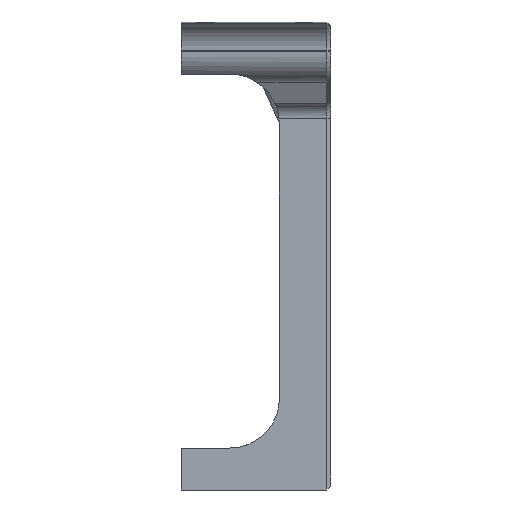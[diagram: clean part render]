
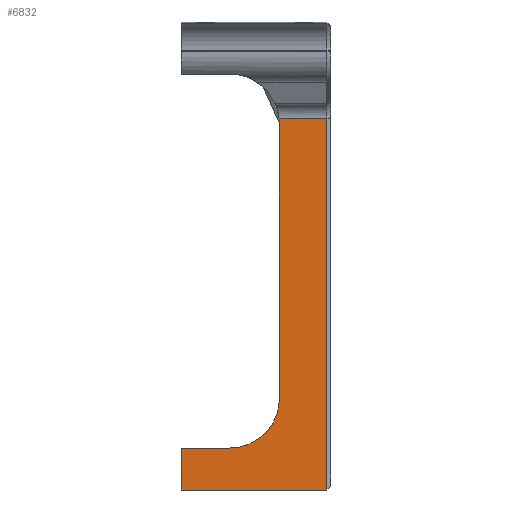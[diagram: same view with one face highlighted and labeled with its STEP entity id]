
A CAD part, left-side view. The second image highlights one B-rep face of the part: STEP entity #6832.
In plain terms, the highlighted planar face has unit normal (-1, 0, 0).
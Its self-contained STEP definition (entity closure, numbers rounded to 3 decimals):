
#216 = VECTOR ( 'NONE', #3645, 1000. ) ;
#326 = EDGE_CURVE ( 'NONE', #5872, #8360, #5768, .T. ) ;
#336 = VERTEX_POINT ( 'NONE', #3103 ) ;
#374 = ORIENTED_EDGE ( 'NONE', *, *, #4760, .F. ) ;
#455 = EDGE_CURVE ( 'NONE', #2823, #336, #7560, .T. ) ;
#460 = CARTESIAN_POINT ( 'NONE',  ( -162., 9.674, 5.175 ) ) ;
#829 = CARTESIAN_POINT ( 'NONE',  ( -162., 47., 5.143 ) ) ;
#876 = LINE ( 'NONE', #2533, #3354 ) ;
#1155 = DIRECTION ( 'NONE',  ( 0., -1., 0. ) ) ;
#1392 = ORIENTED_EDGE ( 'NONE', *, *, #1755, .F. ) ;
#1573 = CARTESIAN_POINT ( 'NONE',  ( -162., 37.79, 5.143 ) ) ;
#1586 = ORIENTED_EDGE ( 'NONE', *, *, #455, .T. ) ;
#1592 = ORIENTED_EDGE ( 'NONE', *, *, #8559, .T. ) ;
#1755 = EDGE_CURVE ( 'NONE', #5872, #7097, #9429, .T. ) ;
#1799 = VERTEX_POINT ( 'NONE', #8705 ) ;
#1888 = LINE ( 'NONE', #8368, #9333 ) ;
#2084 = AXIS2_PLACEMENT_3D ( 'NONE', #9585, #6376, #2517 ) ;
#2226 = DIRECTION ( 'NONE',  ( -1., 0., 0. ) ) ;
#2517 = DIRECTION ( 'NONE',  ( 0., 1., 0. ) ) ;
#2533 = CARTESIAN_POINT ( 'NONE',  ( -162., 47., 15. ) ) ;
#2676 = ORIENTED_EDGE ( 'NONE', *, *, #5718, .F. ) ;
#2823 = VERTEX_POINT ( 'NONE', #5557 ) ;
#3103 = CARTESIAN_POINT ( 'NONE',  ( -162., 42.79, 15. ) ) ;
#3149 = DIRECTION ( 'NONE',  ( 0., 1., 0. ) ) ;
#3354 = VECTOR ( 'NONE', #8770, 1000. ) ;
#3645 = DIRECTION ( 'NONE',  ( 0., 0., 1. ) ) ;
#4255 = FACE_OUTER_BOUND ( 'NONE', #7586, .T. ) ;
#4719 = CARTESIAN_POINT ( 'NONE',  ( -162., 10.234, 5.143 ) ) ;
#4760 = EDGE_CURVE ( 'NONE', #7097, #5766, #6686, .T. ) ;
#4801 = ORIENTED_EDGE ( 'NONE', *, *, #7146, .T. ) ;
#5350 = DIRECTION ( 'NONE',  ( 0., 1., 0. ) ) ;
#5452 = VECTOR ( 'NONE', #5693, 1000. ) ;
#5557 = CARTESIAN_POINT ( 'NONE',  ( -162., 42.79, 10.143 ) ) ;
#5668 = DIRECTION ( 'NONE',  ( -1., 0., 0. ) ) ;
#5693 = DIRECTION ( 'NONE',  ( 0., 0., -1. ) ) ;
#5718 = EDGE_CURVE ( 'NONE', #2823, #8360, #9468, .T. ) ;
#5766 = VERTEX_POINT ( 'NONE', #9177 ) ;
#5768 = LINE ( 'NONE', #829, #7259 ) ;
#5802 = CARTESIAN_POINT ( 'NONE',  ( -162., 47., 0.4 ) ) ;
#5811 = AXIS2_PLACEMENT_3D ( 'NONE', #6427, #5668, #9590 ) ;
#5844 = AXIS2_PLACEMENT_3D ( 'NONE', #9337, #2226, #5350 ) ;
#5872 = VERTEX_POINT ( 'NONE', #4719 ) ;
#6376 = DIRECTION ( 'NONE',  ( -1., 0., 0. ) ) ;
#6427 = CARTESIAN_POINT ( 'NONE',  ( -162., 10.234, 10.143 ) ) ;
#6450 = LINE ( 'NONE', #8056, #5452 ) ;
#6686 = LINE ( 'NONE', #7608, #7808 ) ;
#6832 = ADVANCED_FACE ( 'NONE', ( #4255 ), #8030, .T. ) ;
#7097 = VERTEX_POINT ( 'NONE', #460 ) ;
#7146 = EDGE_CURVE ( 'NONE', #9331, #5766, #1888, .T. ) ;
#7259 = VECTOR ( 'NONE', #3149, 1000. ) ;
#7560 = LINE ( 'NONE', #9944, #216 ) ;
#7586 = EDGE_LOOP ( 'NONE', ( #1392, #7877, #2676, #1586, #9024, #1592, #4801, #374 ) ) ;
#7608 = CARTESIAN_POINT ( 'NONE',  ( -162., 9.674, 15. ) ) ;
#7808 = VECTOR ( 'NONE', #9841, 1000. ) ;
#7877 = ORIENTED_EDGE ( 'NONE', *, *, #326, .T. ) ;
#8030 = PLANE ( 'NONE',  #2084 ) ;
#8056 = CARTESIAN_POINT ( 'NONE',  ( -162., 47., 15. ) ) ;
#8360 = VERTEX_POINT ( 'NONE', #1573 ) ;
#8368 = CARTESIAN_POINT ( 'NONE',  ( -162., 9.674, 0.4 ) ) ;
#8559 = EDGE_CURVE ( 'NONE', #1799, #9331, #6450, .T. ) ;
#8705 = CARTESIAN_POINT ( 'NONE',  ( -162., 47., 15. ) ) ;
#8770 = DIRECTION ( 'NONE',  ( 0., 1., 0. ) ) ;
#8958 = EDGE_CURVE ( 'NONE', #336, #1799, #876, .T. ) ;
#9024 = ORIENTED_EDGE ( 'NONE', *, *, #8958, .T. ) ;
#9177 = CARTESIAN_POINT ( 'NONE',  ( -162., 9.674, 0.4 ) ) ;
#9331 = VERTEX_POINT ( 'NONE', #5802 ) ;
#9333 = VECTOR ( 'NONE', #1155, 1000. ) ;
#9337 = CARTESIAN_POINT ( 'NONE',  ( -162., 37.79, 10.143 ) ) ;
#9429 = CIRCLE ( 'NONE', #5811, 5. ) ;
#9468 = CIRCLE ( 'NONE', #5844, 5. ) ;
#9585 = CARTESIAN_POINT ( 'NONE',  ( -162., 47., 15. ) ) ;
#9590 = DIRECTION ( 'NONE',  ( 0., 1., 0. ) ) ;
#9841 = DIRECTION ( 'NONE',  ( 0., 0., -1. ) ) ;
#9944 = CARTESIAN_POINT ( 'NONE',  ( -162., 42.79, 15. ) ) ;
